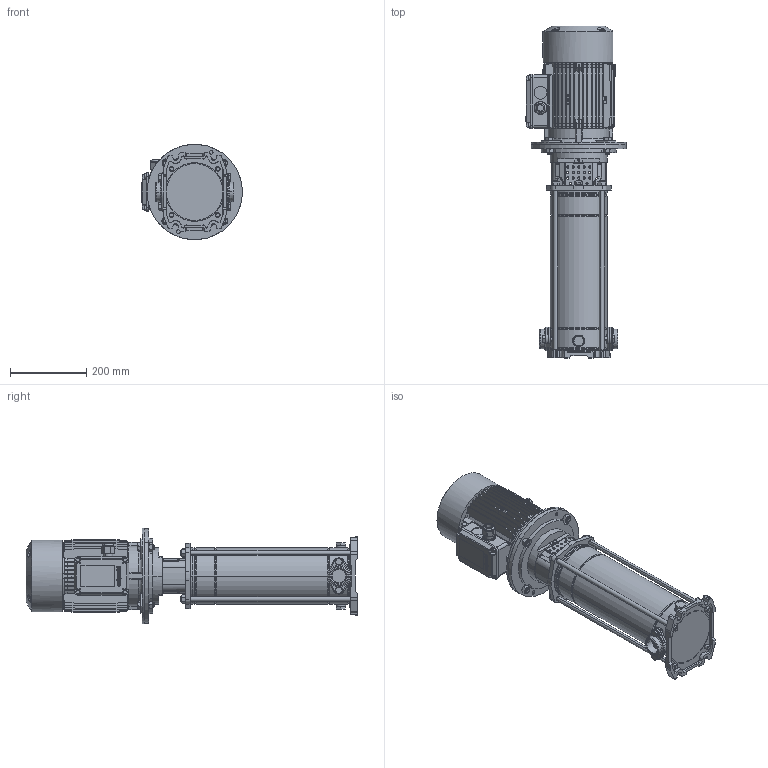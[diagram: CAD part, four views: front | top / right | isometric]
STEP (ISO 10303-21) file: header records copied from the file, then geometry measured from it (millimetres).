
FILE_DESCRIPTION (( 'STEP AP214' ), '1' );
FILE_NAME ('10008238swa01.step', '2021-06-29T15:25:36', ( '' ), ( '' ), 'SwSTEP 2.0', 'SolidWorks 2020', '' );
FILE_SCHEMA (( 'AUTOMOTIVE_DESIGN' ));
Length unit declared in the file: millimetre
Products named in the file (17): 10007654swp00; 10007670swn00_M25x1.5; 10007576swa00_M90 VERT.; 10007431swp00_Flangia mot.112; 10000005swn00_M12 6S; 10008798swn00_OR3181 - 45.69x2.62 - NBR; 10000016swn00_M12x35 8.8; 10000005swn00_M12 õ; 10007653swp00_M12X466,5; 10008238swa01; 10007646swp00_MXV 25-312 O; 10000015swn00_M10x20 A2; 4_92_266_REV00; 10007571swp00_90 SZ VERT; 10007568swp00_M90 B5-De250; 10007641swp00; 10008489swp00_LAVORATO
Assembly tree (34 placements, depth 3):
  10008238swa01
    10007641swp00
    10007646swp00_MXV 25-312 O
    10007654swp00
    10007431swp00_Flangia mot.112
    10007653swp00_M12X466,5  x4
    10000005swn00_M12 õ  x4
    4_92_266_REV00  x2
    10007576swa00_M90 VERT.
      10007568swp00_M90 B5-De250
      10007571swp00_90 SZ VERT
      10007670swn00_M25x1.5
    10000016swn00_M12x35 8.8  x4
    10000005swn00_M12 6S  x4
    10008798swn00_OR3181 - 45.69x2.62 - NBR  x2
    10008489swp00_LAVORATO  x2
    10000015swn00_M10x20 A2  x4
Bounding box: 264.2 x 871 x 250 mm (x, y, z)
Volume: 17691182.1 mm3; surface area: 1509515.7 mm2
Topology: 55 solids, 56 shells, 2807 faces, 7065 edges, 4444 vertices
Faces by surface type: plane 1327, cylinder 745, cone 447, bspline 148, torus 132, sphere 8
Entity records: 76844 total; most frequent: CARTESIAN_POINT 19514, ORIENTED_EDGE 11814, DIRECTION 11243, EDGE_CURVE 5907, AXIS2_PLACEMENT_3D 3943, VERTEX_POINT 3776, LINE 3357, VECTOR 3357
